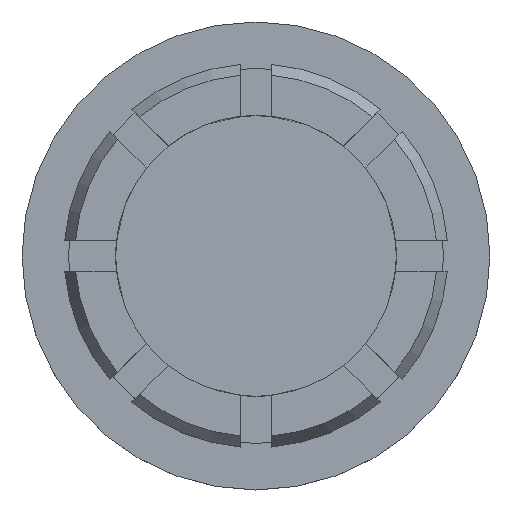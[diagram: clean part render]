
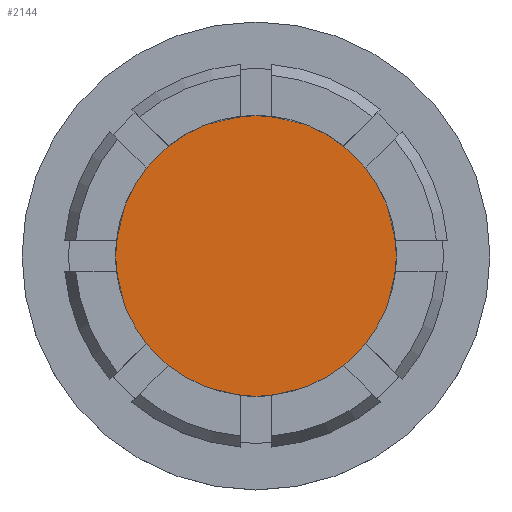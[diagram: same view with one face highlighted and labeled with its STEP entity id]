
A CAD part, top view. The second image highlights one B-rep face of the part: STEP entity #2144.
In plain terms, the highlighted planar face has unit normal (0, 0, 1).
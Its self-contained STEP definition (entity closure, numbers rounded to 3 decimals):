
#2128=CARTESIAN_POINT('',(0.0,-2.25,0.0));
#2129=DIRECTION('',(0.0,0.0,1.0));
#2130=DIRECTION('',(1.0,0.0,0.0));
#2131=AXIS2_PLACEMENT_3D('',#2128,#2129,#2130);
#2132=PLANE('',#2131);
#2133=CARTESIAN_POINT('',(0.0,-4.5,0.0));
#2134=VERTEX_POINT('',#2133);
#2135=CARTESIAN_POINT('',(0.0,0.0,0.0));
#2136=DIRECTION('',(0.0,0.0,1.0));
#2137=DIRECTION('',(0.0,-1.0,0.0));
#2138=AXIS2_PLACEMENT_3D('',#2135,#2136,#2137);
#2139=CIRCLE('',#2138,4.5);
#2140=EDGE_CURVE('',#2134,#2134,#2139,.T.);
#2141=ORIENTED_EDGE('',*,*,#2140,.T.);
#2142=EDGE_LOOP('',(#2141));
#2143=FACE_OUTER_BOUND('',#2142,.T.);
#2144=ADVANCED_FACE('',(#2143),#2132,.T.);
